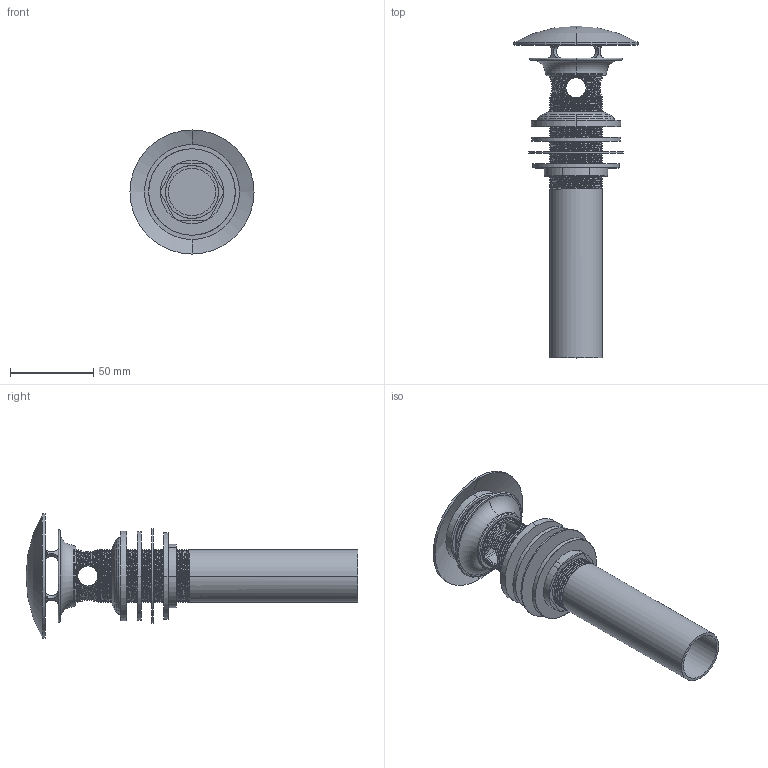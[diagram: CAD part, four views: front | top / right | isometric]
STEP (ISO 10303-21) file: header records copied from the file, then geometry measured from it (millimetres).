
FILE_DESCRIPTION((''),'2;1');
FILE_NAME('499-2','2021-06-10T16:23:25',('NSantos'),(''),'CREO PARAMETRIC BY PTC INC, 2018500','CREO PARAMETRIC BY PTC INC, 2018500','');
FILE_SCHEMA(('CONFIG_CONTROL_DESIGN'));
Products named in the file (1): 499-2
Bounding box: 74.68 x 199.73 x 74.68 mm (x, y, z)
Volume: 118862.7 mm3; surface area: 107599.4 mm2
Topology: 5 solids, 42 shells, 588 faces, 1751 edges, 1180 vertices
Faces by surface type: cylinder 336, bspline 175, plane 40, torus 18, cone 13, sphere 6
Entity records: 45541 total; most frequent: CARTESIAN_POINT 32968, ORIENTED_EDGE 2918, EDGE_CURVE 1742, DIRECTION 1547, B_SPLINE_CURVE_WITH_KNOTS 1207, VERTEX_POINT 1179, EDGE_LOOP 614, AXIS2_PLACEMENT_3D 598
